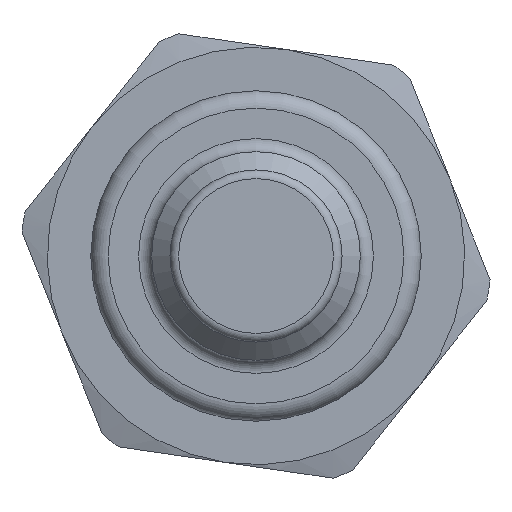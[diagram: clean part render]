
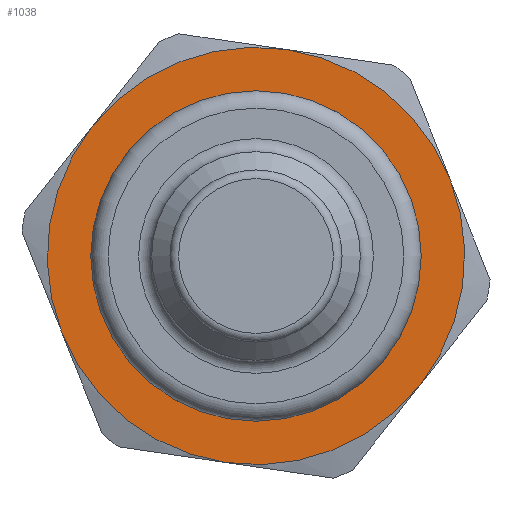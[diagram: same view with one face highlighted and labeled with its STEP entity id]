
A CAD part, left-side view. The second image highlights one B-rep face of the part: STEP entity #1038.
In plain terms, the highlighted planar face has unit normal (-1, 0, 0).
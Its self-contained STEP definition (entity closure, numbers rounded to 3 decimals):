
#115=CARTESIAN_POINT('',(29.95,1.738,-11.873));
#116=VERTEX_POINT('',#115);
#199=CARTESIAN_POINT('',(29.95,11.152,-4.431));
#200=VERTEX_POINT('',#199);
#283=CARTESIAN_POINT('',(29.95,9.414,7.442));
#284=VERTEX_POINT('',#283);
#367=CARTESIAN_POINT('',(29.95,-1.738,11.873));
#368=VERTEX_POINT('',#367);
#451=CARTESIAN_POINT('',(29.95,-11.152,4.431));
#452=VERTEX_POINT('',#451);
#511=CARTESIAN_POINT('',(29.95,-9.414,-7.442));
#512=VERTEX_POINT('',#511);
#513=CARTESIAN_POINT('',(29.95,0.0,0.0));
#514=DIRECTION('',(-1.0,0.0,0.0));
#515=DIRECTION('',(0.0,-0.784,-0.62));
#516=AXIS2_PLACEMENT_3D('',#513,#514,#515);
#517=CIRCLE('',#516,12.);
#518=EDGE_CURVE('',#512,#452,#517,.T.);
#551=CARTESIAN_POINT('',(29.95,0.0,0.0));
#552=DIRECTION('',(-1.0,0.0,0.0));
#553=DIRECTION('',(0.0,-0.784,-0.62));
#554=AXIS2_PLACEMENT_3D('',#551,#552,#553);
#555=CIRCLE('',#554,12.);
#556=EDGE_CURVE('',#452,#368,#555,.T.);
#575=CARTESIAN_POINT('',(29.95,0.0,0.0));
#576=DIRECTION('',(-1.0,0.0,0.0));
#577=DIRECTION('',(0.0,-0.784,-0.62));
#578=AXIS2_PLACEMENT_3D('',#575,#576,#577);
#579=CIRCLE('',#578,12.);
#580=EDGE_CURVE('',#368,#284,#579,.T.);
#599=CARTESIAN_POINT('',(29.95,0.0,0.0));
#600=DIRECTION('',(-1.0,0.0,0.0));
#601=DIRECTION('',(0.0,-0.784,-0.62));
#602=AXIS2_PLACEMENT_3D('',#599,#600,#601);
#603=CIRCLE('',#602,12.);
#604=EDGE_CURVE('',#284,#200,#603,.T.);
#645=CARTESIAN_POINT('',(29.95,0.0,0.0));
#646=DIRECTION('',(-1.0,0.0,0.0));
#647=DIRECTION('',(0.0,-0.784,-0.62));
#648=AXIS2_PLACEMENT_3D('',#645,#646,#647);
#649=CIRCLE('',#648,12.);
#650=EDGE_CURVE('',#116,#512,#649,.T.);
#661=CARTESIAN_POINT('',(29.95,0.0,0.0));
#662=DIRECTION('',(-1.0,0.0,0.0));
#663=DIRECTION('',(0.0,-0.784,-0.62));
#664=AXIS2_PLACEMENT_3D('',#661,#662,#663);
#665=CIRCLE('',#664,12.);
#666=EDGE_CURVE('',#200,#116,#665,.T.);
#1014=CARTESIAN_POINT('',(29.95,-8.423,-6.659));
#1015=DIRECTION('',(-1.0,0.0,0.0));
#1016=DIRECTION('',(0.0,0.62,-0.784));
#1017=AXIS2_PLACEMENT_3D('',#1014,#1015,#1016);
#1018=PLANE('',#1017);
#1019=ORIENTED_EDGE('',*,*,#518,.T.);
#1020=ORIENTED_EDGE('',*,*,#556,.T.);
#1021=ORIENTED_EDGE('',*,*,#580,.T.);
#1022=ORIENTED_EDGE('',*,*,#604,.T.);
#1023=ORIENTED_EDGE('',*,*,#666,.T.);
#1024=ORIENTED_EDGE('',*,*,#650,.T.);
#1025=EDGE_LOOP('',(#1019,#1020,#1021,#1022,#1023,#1024));
#1026=FACE_OUTER_BOUND('',#1025,.T.);
#1027=CARTESIAN_POINT('',(29.95,-7.433,-5.876));
#1028=VERTEX_POINT('',#1027);
#1029=CARTESIAN_POINT('',(29.95,0.0,0.0));
#1030=DIRECTION('',(-1.0,0.0,0.0));
#1031=DIRECTION('',(0.0,-0.784,-0.62));
#1032=AXIS2_PLACEMENT_3D('',#1029,#1030,#1031);
#1033=CIRCLE('',#1032,9.475);
#1034=EDGE_CURVE('',#1028,#1028,#1033,.T.);
#1035=ORIENTED_EDGE('',*,*,#1034,.F.);
#1036=EDGE_LOOP('',(#1035));
#1037=FACE_BOUND('',#1036,.T.);
#1038=ADVANCED_FACE('',(#1026,#1037),#1018,.T.);
